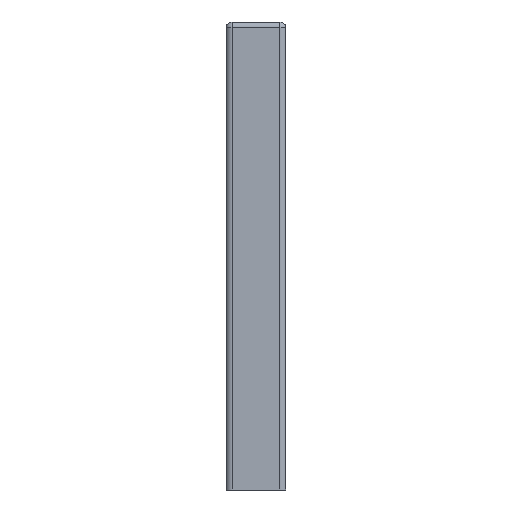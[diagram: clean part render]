
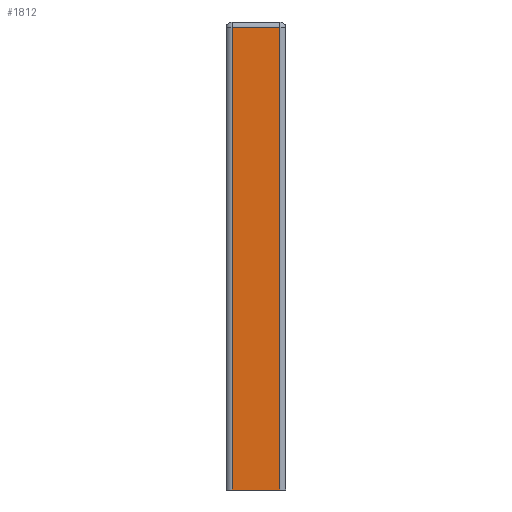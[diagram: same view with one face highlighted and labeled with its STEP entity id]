
A CAD part, left-side view. The second image highlights one B-rep face of the part: STEP entity #1812.
In plain terms, the highlighted planar face has unit normal (-1, 0, 0).
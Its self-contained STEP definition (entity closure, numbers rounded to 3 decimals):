
#267 = PLANE('',#268);
#268 = AXIS2_PLACEMENT_3D('',#269,#270,#271);
#269 = CARTESIAN_POINT('',(132.5,20.,156.25));
#270 = DIRECTION('',(0.,0.,1.));
#271 = DIRECTION('',(1.,0.,0.));
#292 = CYLINDRICAL_SURFACE('',#293,2.);
#293 = AXIS2_PLACEMENT_3D('',#294,#295,#296);
#294 = CARTESIAN_POINT('',(-40.5,2.,310.5));
#295 = DIRECTION('',(-0.,-0.,-1.));
#296 = DIRECTION('',(0.,-1.,0.));
#393 = VERTEX_POINT('',#394);
#394 = CARTESIAN_POINT('',(-42.5,2.,310.5));
#414 = EDGE_CURVE('',#393,#415,#417,.T.);
#415 = VERTEX_POINT('',#416);
#416 = CARTESIAN_POINT('',(-42.5,2.,156.25));
#417 = SURFACE_CURVE('',#418,(#422,#429),.PCURVE_S1.);
#418 = LINE('',#419,#420);
#419 = CARTESIAN_POINT('',(-42.5,2.,310.5));
#420 = VECTOR('',#421,1.);
#421 = DIRECTION('',(-0.,-0.,-1.));
#422 = PCURVE('',#292,#423);
#423 = DEFINITIONAL_REPRESENTATION('',(#424),#428);
#424 = LINE('',#425,#426);
#425 = CARTESIAN_POINT('',(1.571,0.));
#426 = VECTOR('',#427,1.);
#427 = DIRECTION('',(0.,1.));
#428 = ( GEOMETRIC_REPRESENTATION_CONTEXT(2) 
PARAMETRIC_REPRESENTATION_CONTEXT() REPRESENTATION_CONTEXT('2D SPACE',''
  ) );
#429 = PCURVE('',#430,#435);
#430 = PLANE('',#431);
#431 = AXIS2_PLACEMENT_3D('',#432,#433,#434);
#432 = CARTESIAN_POINT('',(-42.5,10.,156.25));
#433 = DIRECTION('',(-1.,-0.,-0.));
#434 = DIRECTION('',(0.,0.,-1.));
#435 = DEFINITIONAL_REPRESENTATION('',(#436),#440);
#436 = LINE('',#437,#438);
#437 = CARTESIAN_POINT('',(-154.25,8.));
#438 = VECTOR('',#439,1.);
#439 = DIRECTION('',(1.,0.));
#440 = ( GEOMETRIC_REPRESENTATION_CONTEXT(2) 
PARAMETRIC_REPRESENTATION_CONTEXT() REPRESENTATION_CONTEXT('2D SPACE',''
  ) );
#635 = VERTEX_POINT('',#636);
#636 = CARTESIAN_POINT('',(-42.5,18.,156.25));
#651 = CYLINDRICAL_SURFACE('',#652,2.);
#652 = AXIS2_PLACEMENT_3D('',#653,#654,#655);
#653 = CARTESIAN_POINT('',(-40.5,18.,2.));
#654 = DIRECTION('',(-0.,0.,1.));
#655 = DIRECTION('',(-1.,0.,-0.));
#663 = EDGE_CURVE('',#415,#635,#664,.T.);
#664 = SURFACE_CURVE('',#665,(#669,#675),.PCURVE_S1.);
#665 = LINE('',#666,#667);
#666 = CARTESIAN_POINT('',(-42.5,15.,156.25));
#667 = VECTOR('',#668,1.);
#668 = DIRECTION('',(0.,1.,0.));
#669 = PCURVE('',#267,#670);
#670 = DEFINITIONAL_REPRESENTATION('',(#671),#674);
#671 = B_SPLINE_CURVE_WITH_KNOTS('',1,(#672,#673),.UNSPECIFIED.,.F.,.F.,
  (2,2),(-13.,3.),.PIECEWISE_BEZIER_KNOTS.);
#672 = CARTESIAN_POINT('',(-175.,-18.));
#673 = CARTESIAN_POINT('',(-175.,-2.));
#674 = ( GEOMETRIC_REPRESENTATION_CONTEXT(2) 
PARAMETRIC_REPRESENTATION_CONTEXT() REPRESENTATION_CONTEXT('2D SPACE',''
  ) );
#675 = PCURVE('',#430,#676);
#676 = DEFINITIONAL_REPRESENTATION('',(#677),#680);
#677 = B_SPLINE_CURVE_WITH_KNOTS('',1,(#678,#679),.UNSPECIFIED.,.F.,.F.,
  (2,2),(-13.,3.),.PIECEWISE_BEZIER_KNOTS.);
#678 = CARTESIAN_POINT('',(0.,8.));
#679 = CARTESIAN_POINT('',(0.,-8.));
#680 = ( GEOMETRIC_REPRESENTATION_CONTEXT(2) 
PARAMETRIC_REPRESENTATION_CONTEXT() REPRESENTATION_CONTEXT('2D SPACE',''
  ) );
#1773 = CYLINDRICAL_SURFACE('',#1774,2.);
#1774 = AXIS2_PLACEMENT_3D('',#1775,#1776,#1777);
#1775 = CARTESIAN_POINT('',(-40.5,0.,310.5));
#1776 = DIRECTION('',(-0.,1.,0.));
#1777 = DIRECTION('',(0.,0.,1.));
#1812 = ADVANCED_FACE('',(#1813),#430,.T.);
#1813 = FACE_BOUND('',#1814,.T.);
#1814 = EDGE_LOOP('',(#1815,#1838,#1839,#1840));
#1815 = ORIENTED_EDGE('',*,*,#1816,.F.);
#1816 = EDGE_CURVE('',#635,#1817,#1819,.T.);
#1817 = VERTEX_POINT('',#1818);
#1818 = CARTESIAN_POINT('',(-42.5,18.,310.5));
#1819 = SURFACE_CURVE('',#1820,(#1824,#1831),.PCURVE_S1.);
#1820 = LINE('',#1821,#1822);
#1821 = CARTESIAN_POINT('',(-42.5,18.,2.));
#1822 = VECTOR('',#1823,1.);
#1823 = DIRECTION('',(-0.,0.,1.));
#1824 = PCURVE('',#430,#1825);
#1825 = DEFINITIONAL_REPRESENTATION('',(#1826),#1830);
#1826 = LINE('',#1827,#1828);
#1827 = CARTESIAN_POINT('',(154.25,-8.));
#1828 = VECTOR('',#1829,1.);
#1829 = DIRECTION('',(-1.,0.));
#1830 = ( GEOMETRIC_REPRESENTATION_CONTEXT(2) 
PARAMETRIC_REPRESENTATION_CONTEXT() REPRESENTATION_CONTEXT('2D SPACE',''
  ) );
#1831 = PCURVE('',#651,#1832);
#1832 = DEFINITIONAL_REPRESENTATION('',(#1833),#1837);
#1833 = LINE('',#1834,#1835);
#1834 = CARTESIAN_POINT('',(-0.,0.));
#1835 = VECTOR('',#1836,1.);
#1836 = DIRECTION('',(-0.,1.));
#1837 = ( GEOMETRIC_REPRESENTATION_CONTEXT(2) 
PARAMETRIC_REPRESENTATION_CONTEXT() REPRESENTATION_CONTEXT('2D SPACE',''
  ) );
#1838 = ORIENTED_EDGE('',*,*,#663,.F.);
#1839 = ORIENTED_EDGE('',*,*,#414,.F.);
#1840 = ORIENTED_EDGE('',*,*,#1841,.T.);
#1841 = EDGE_CURVE('',#393,#1817,#1842,.T.);
#1842 = SURFACE_CURVE('',#1843,(#1847,#1854),.PCURVE_S1.);
#1843 = LINE('',#1844,#1845);
#1844 = CARTESIAN_POINT('',(-42.5,0.,310.5));
#1845 = VECTOR('',#1846,1.);
#1846 = DIRECTION('',(-0.,1.,0.));
#1847 = PCURVE('',#430,#1848);
#1848 = DEFINITIONAL_REPRESENTATION('',(#1849),#1853);
#1849 = LINE('',#1850,#1851);
#1850 = CARTESIAN_POINT('',(-154.25,10.));
#1851 = VECTOR('',#1852,1.);
#1852 = DIRECTION('',(0.,-1.));
#1853 = ( GEOMETRIC_REPRESENTATION_CONTEXT(2) 
PARAMETRIC_REPRESENTATION_CONTEXT() REPRESENTATION_CONTEXT('2D SPACE',''
  ) );
#1854 = PCURVE('',#1773,#1855);
#1855 = DEFINITIONAL_REPRESENTATION('',(#1856),#1860);
#1856 = LINE('',#1857,#1858);
#1857 = CARTESIAN_POINT('',(-1.571,0.));
#1858 = VECTOR('',#1859,1.);
#1859 = DIRECTION('',(-0.,1.));
#1860 = ( GEOMETRIC_REPRESENTATION_CONTEXT(2) 
PARAMETRIC_REPRESENTATION_CONTEXT() REPRESENTATION_CONTEXT('2D SPACE',''
  ) );
